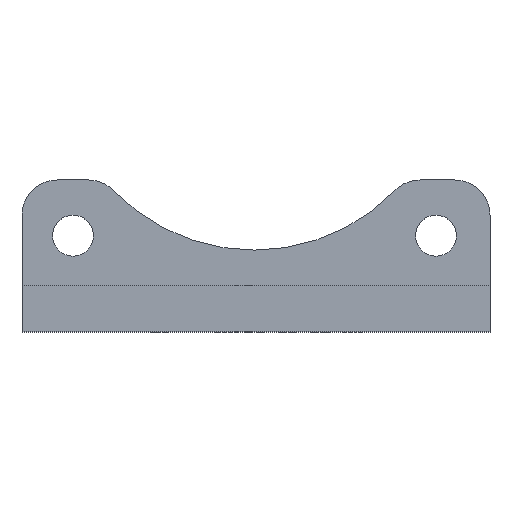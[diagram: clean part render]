
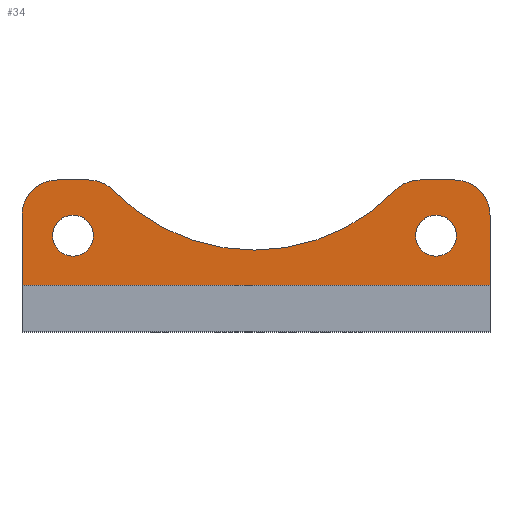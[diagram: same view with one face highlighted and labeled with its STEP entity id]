
A CAD part, top view. The second image highlights one B-rep face of the part: STEP entity #34.
In plain terms, the highlighted planar face has unit normal (0, 0, 1).
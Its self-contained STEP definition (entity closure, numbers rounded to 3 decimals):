
#34=ADVANCED_FACE('',(#80,#59,#60),#598,.T.);
#59=FACE_BOUND('',#125,.T.);
#60=FACE_BOUND('',#126,.T.);
#80=FACE_OUTER_BOUND('',#124,.T.);
#124=EDGE_LOOP('',(#247,#248,#249,#250,#251,#252,#253,#254,#255,#256));
#125=EDGE_LOOP('',(#257,#258));
#126=EDGE_LOOP('',(#259,#260));
#247=ORIENTED_EDGE('',*,*,#360,.T.);
#248=ORIENTED_EDGE('',*,*,#333,.T.);
#249=ORIENTED_EDGE('',*,*,#336,.T.);
#250=ORIENTED_EDGE('',*,*,#339,.T.);
#251=ORIENTED_EDGE('',*,*,#342,.T.);
#252=ORIENTED_EDGE('',*,*,#345,.T.);
#253=ORIENTED_EDGE('',*,*,#348,.T.);
#254=ORIENTED_EDGE('',*,*,#350,.T.);
#255=ORIENTED_EDGE('',*,*,#328,.T.);
#256=ORIENTED_EDGE('',*,*,#357,.F.);
#257=ORIENTED_EDGE('',*,*,#353,.T.);
#258=ORIENTED_EDGE('',*,*,#385,.T.);
#259=ORIENTED_EDGE('',*,*,#356,.T.);
#260=ORIENTED_EDGE('',*,*,#388,.T.);
#328=EDGE_CURVE('',#534,#554,#498,.T.);
#333=EDGE_CURVE('',#536,#538,#422,.T.);
#336=EDGE_CURVE('',#538,#540,#503,.T.);
#339=EDGE_CURVE('',#540,#542,#424,.T.);
#342=EDGE_CURVE('',#542,#544,#426,.T.);
#345=EDGE_CURVE('',#544,#546,#428,.T.);
#348=EDGE_CURVE('',#546,#548,#506,.T.);
#350=EDGE_CURVE('',#548,#534,#430,.T.);
#353=EDGE_CURVE('',#550,#568,#432,.T.);
#356=EDGE_CURVE('',#552,#570,#434,.T.);
#357=EDGE_CURVE('',#553,#554,#507,.T.);
#360=EDGE_CURVE('',#553,#536,#510,.T.);
#385=EDGE_CURVE('',#568,#550,#448,.T.);
#388=EDGE_CURVE('',#570,#552,#450,.T.);
#422=TRIMMED_CURVE($,#464,(#969),(#970),.T.,.CARTESIAN.);
#424=TRIMMED_CURVE($,#466,(#983),(#984),.T.,.CARTESIAN.);
#426=TRIMMED_CURVE($,#468,(#991),(#992),.T.,.CARTESIAN.);
#428=TRIMMED_CURVE($,#470,(#999),(#1000),.T.,.CARTESIAN.);
#430=TRIMMED_CURVE($,#472,(#1011),(#1012),.T.,.CARTESIAN.);
#432=TRIMMED_CURVE($,#474,(#1019),(#1020),.T.,.CARTESIAN.);
#434=TRIMMED_CURVE($,#476,(#1027),(#1028),.T.,.CARTESIAN.);
#448=TRIMMED_CURVE($,#490,(#1099),(#1100),.T.,.CARTESIAN.);
#450=TRIMMED_CURVE($,#492,(#1107),(#1108),.T.,.CARTESIAN.);
#464=CIRCLE('',#664,3.);
#466=CIRCLE('',#666,3.);
#468=CIRCLE('',#668,16.75);
#470=CIRCLE('',#670,3.);
#472=CIRCLE('',#672,3.);
#474=CIRCLE('',#674,1.75);
#476=CIRCLE('',#676,1.75);
#490=CIRCLE('',#690,1.75);
#492=CIRCLE('',#692,1.75);
#498=B_SPLINE_CURVE_WITH_KNOTS('',1,(#957,#958),.UNSPECIFIED.,.F.,.F.,(2,
2),(0.,6.),.UNSPECIFIED.);
#503=B_SPLINE_CURVE_WITH_KNOTS('',1,(#975,#976),.UNSPECIFIED.,.F.,.F.,(2,
2),(-230.691,-227.718),.UNSPECIFIED.);
#506=B_SPLINE_CURVE_WITH_KNOTS('',1,(#1005,#1006),.UNSPECIFIED.,.F.,.F.,
(2,2),(-196.117,-193.444),.UNSPECIFIED.);
#507=B_SPLINE_CURVE_WITH_KNOTS('',1,(#1029,#1030),.UNSPECIFIED.,.F.,.F.,
(2,2),(44.,84.),.UNSPECIFIED.);
#510=B_SPLINE_CURVE_WITH_KNOTS('',1,(#1035,#1036),.UNSPECIFIED.,.F.,.F.,
(2,2),(0.,6.),.UNSPECIFIED.);
#534=VERTEX_POINT('',#862);
#536=VERTEX_POINT('',#864);
#538=VERTEX_POINT('',#866);
#540=VERTEX_POINT('',#868);
#542=VERTEX_POINT('',#870);
#544=VERTEX_POINT('',#872);
#546=VERTEX_POINT('',#874);
#548=VERTEX_POINT('',#876);
#550=VERTEX_POINT('',#878);
#552=VERTEX_POINT('',#880);
#553=VERTEX_POINT('',#881);
#554=VERTEX_POINT('',#882);
#568=VERTEX_POINT('',#896);
#570=VERTEX_POINT('',#898);
#598=PLANE('',#640);
#640=AXIS2_PLACEMENT_3D('',#832,#715,$);
#664=AXIS2_PLACEMENT_3D($,#968,#752,#753);
#666=AXIS2_PLACEMENT_3D($,#982,#756,#757);
#668=AXIS2_PLACEMENT_3D($,#990,#760,#761);
#670=AXIS2_PLACEMENT_3D($,#998,#764,#765);
#672=AXIS2_PLACEMENT_3D($,#1010,#768,#769);
#674=AXIS2_PLACEMENT_3D($,#1018,#772,#773);
#676=AXIS2_PLACEMENT_3D($,#1026,#776,#777);
#690=AXIS2_PLACEMENT_3D($,#1098,#804,#805);
#692=AXIS2_PLACEMENT_3D($,#1106,#808,#809);
#715=DIRECTION('',(0.,0.,1.));
#752=DIRECTION('',(0.,0.,1.));
#753=DIRECTION('',(1.,0.,0.));
#756=DIRECTION('',(0.,0.,1.));
#757=DIRECTION('',(0.,1.,0.));
#760=DIRECTION('',(0.,0.,-1.));
#761=DIRECTION('',(0.718,-0.696,0.));
#764=DIRECTION('',(0.,0.,1.));
#765=DIRECTION('',(0.718,0.696,0.));
#768=DIRECTION('',(0.,0.,1.));
#769=DIRECTION('',(0.,1.,0.));
#772=DIRECTION('',(0.,0.,-1.));
#773=DIRECTION('',(1.,0.,0.));
#776=DIRECTION('',(0.,0.,-1.));
#777=DIRECTION('',(1.,0.,0.));
#804=DIRECTION('',(0.,0.,-1.));
#805=DIRECTION('',(-1.,0.,0.));
#808=DIRECTION('',(0.,0.,-1.));
#809=DIRECTION('',(-1.,0.,0.));
#832=CARTESIAN_POINT('',(62.,-35.375,1.));
#862=CARTESIAN_POINT('',(17.,-40.,1.));
#864=CARTESIAN_POINT('',(57.,-40.,1.));
#866=CARTESIAN_POINT('',(54.,-37.,1.));
#868=CARTESIAN_POINT('',(51.028,-37.,1.));
#870=CARTESIAN_POINT('',(48.874,-37.911,1.));
#872=CARTESIAN_POINT('',(24.826,-37.911,1.));
#874=CARTESIAN_POINT('',(22.672,-37.,1.));
#876=CARTESIAN_POINT('',(20.,-37.,1.));
#878=CARTESIAN_POINT('',(23.113,-41.766,1.));
#880=CARTESIAN_POINT('',(54.134,-41.766,1.));
#881=CARTESIAN_POINT('',(57.,-46.,1.));
#882=CARTESIAN_POINT('',(17.,-46.,1.));
#896=CARTESIAN_POINT('',(19.613,-41.766,1.));
#898=CARTESIAN_POINT('',(50.634,-41.766,1.));
#957=CARTESIAN_POINT('',(17.,-40.,1.));
#958=CARTESIAN_POINT('',(17.,-46.,1.));
#968=CARTESIAN_POINT('',(54.,-40.,1.));
#969=CARTESIAN_POINT('',(57.,-40.,1.));
#970=CARTESIAN_POINT('',(54.,-37.,1.));
#975=CARTESIAN_POINT('',(54.,-37.,1.));
#976=CARTESIAN_POINT('',(51.028,-37.,1.));
#982=CARTESIAN_POINT('',(51.028,-40.,1.));
#983=CARTESIAN_POINT('',(51.028,-37.,1.));
#984=CARTESIAN_POINT('',(48.874,-37.911,1.));
#990=CARTESIAN_POINT('',(36.85,-26.25,1.));
#991=CARTESIAN_POINT('',(48.874,-37.911,1.));
#992=CARTESIAN_POINT('',(24.826,-37.911,1.));
#998=CARTESIAN_POINT('',(22.672,-40.,1.));
#999=CARTESIAN_POINT('',(24.826,-37.911,1.));
#1000=CARTESIAN_POINT('',(22.672,-37.,1.));
#1005=CARTESIAN_POINT('',(22.672,-37.,1.));
#1006=CARTESIAN_POINT('',(20.,-37.,1.));
#1010=CARTESIAN_POINT('',(20.,-40.,1.));
#1011=CARTESIAN_POINT('',(20.,-37.,1.));
#1012=CARTESIAN_POINT('',(17.,-40.,1.));
#1018=CARTESIAN_POINT('',(21.363,-41.766,1.));
#1019=CARTESIAN_POINT('',(23.113,-41.766,1.));
#1020=CARTESIAN_POINT('',(19.613,-41.766,1.));
#1026=CARTESIAN_POINT('',(52.384,-41.766,1.));
#1027=CARTESIAN_POINT('',(54.134,-41.766,1.));
#1028=CARTESIAN_POINT('',(50.634,-41.766,1.));
#1029=CARTESIAN_POINT('',(57.,-46.,1.));
#1030=CARTESIAN_POINT('',(17.,-46.,1.));
#1035=CARTESIAN_POINT('',(57.,-46.,1.));
#1036=CARTESIAN_POINT('',(57.,-40.,1.));
#1098=CARTESIAN_POINT('',(21.363,-41.766,1.));
#1099=CARTESIAN_POINT('',(19.613,-41.766,1.));
#1100=CARTESIAN_POINT('',(23.113,-41.766,1.));
#1106=CARTESIAN_POINT('',(52.384,-41.766,1.));
#1107=CARTESIAN_POINT('',(50.634,-41.766,1.));
#1108=CARTESIAN_POINT('',(54.134,-41.766,1.));
